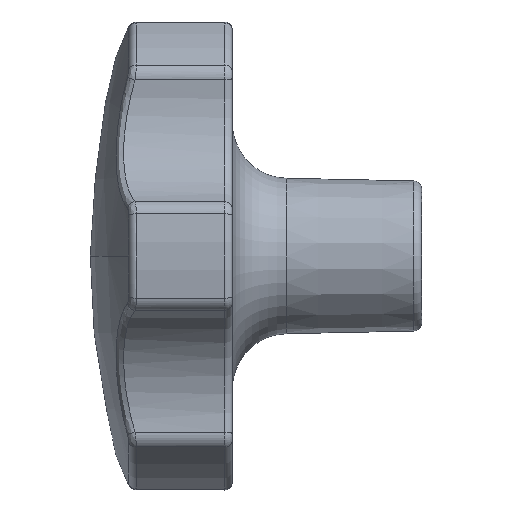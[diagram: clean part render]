
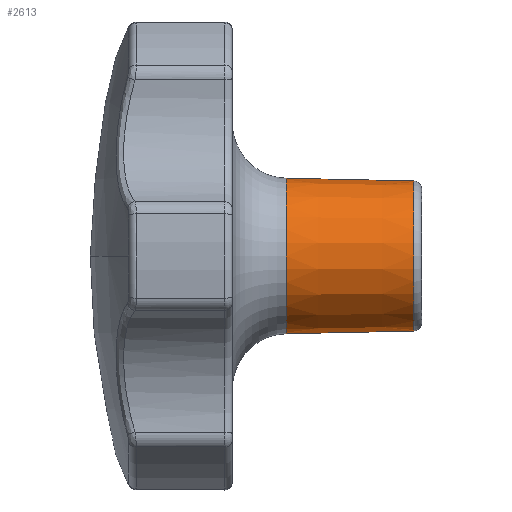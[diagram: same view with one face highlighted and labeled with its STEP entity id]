
A CAD part, left-side view. The second image highlights one B-rep face of the part: STEP entity #2613.
In plain terms, the highlighted conical face has half-angle 1.193 degrees and reference radius 9.5 mm.
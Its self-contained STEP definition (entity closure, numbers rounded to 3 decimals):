
#81 = EDGE_LOOP ( 'NONE', ( #3555, #3560, #3558, #3562 ) ) ;
#294 = CARTESIAN_POINT ( 'NONE',  ( 0., -6.854, 0. ) ) ;
#295 = DIRECTION ( 'NONE',  ( 0., -1., 0. ) ) ;
#296 = DIRECTION ( 'NONE',  ( 0., 0., -1. ) ) ;
#475 = LINE ( 'NONE', #476, #764 ) ;
#476 = CARTESIAN_POINT ( 'NONE',  ( 0., -24., -9.5 ) ) ;
#477 = DIRECTION ( 'NONE',  ( 0., 1., -0.021 ) ) ;
#588 = LINE ( 'NONE', #589, #771 ) ;
#589 = CARTESIAN_POINT ( 'NONE',  ( 0., -24., 9.5 ) ) ;
#590 = DIRECTION ( 'NONE',  ( 0., 1., 0.021 ) ) ;
#725 = AXIS2_PLACEMENT_3D ( 'NONE', #294, #295, #296 ) ;
#764 = VECTOR ( 'NONE', #477, 1000. ) ;
#771 = VECTOR ( 'NONE', #590, 1000. ) ;
#946 = AXIS2_PLACEMENT_3D ( 'NONE', #3855, #3856, #3857 ) ;
#1076 = AXIS2_PLACEMENT_3D ( 'NONE', #2967, #2968, #2969 ) ;
#1827 = VERTEX_POINT ( 'NONE', #2068 ) ;
#1829 = VERTEX_POINT ( 'NONE', #2070 ) ;
#1840 = VERTEX_POINT ( 'NONE', #2080 ) ;
#1843 = VERTEX_POINT ( 'NONE', #2083 ) ;
#2068 = CARTESIAN_POINT ( 'NONE',  ( 0., -6.854, 9.857 ) ) ;
#2070 = CARTESIAN_POINT ( 'NONE',  ( 0., -6.854, -9.857 ) ) ;
#2080 = CARTESIAN_POINT ( 'NONE',  ( 0., -23.021, 9.52 ) ) ;
#2083 = CARTESIAN_POINT ( 'NONE',  ( 0., -23.021, -9.52 ) ) ;
#2254 = FACE_OUTER_BOUND ( 'NONE', #81, .T. ) ;
#2284 = CIRCLE ( 'NONE', #725, 9.857 ) ;
#2338 = CIRCLE ( 'NONE', #1076, 9.52 ) ;
#2413 = EDGE_CURVE ( 'NONE', #1843, #1840, #2338, .T. ) ;
#2497 = EDGE_CURVE ( 'NONE', #1827, #1829, #2284, .T. ) ;
#2541 = EDGE_CURVE ( 'NONE', #1843, #1829, #475, .T. ) ;
#2554 = EDGE_CURVE ( 'NONE', #1840, #1827, #588, .T. ) ;
#2613 = ADVANCED_FACE ( 'NONE', ( #2254 ), #2722, .T. ) ;
#2722 = CONICAL_SURFACE ( 'NONE', #946, 9.5, 0.021 ) ;
#2967 = CARTESIAN_POINT ( 'NONE',  ( 0., -23.021, 0. ) ) ;
#2968 = DIRECTION ( 'NONE',  ( 0., 1., 0. ) ) ;
#2969 = DIRECTION ( 'NONE',  ( 0., 0., -1. ) ) ;
#3555 = ORIENTED_EDGE ( 'NONE', *, *, #2541, .F. ) ;
#3558 = ORIENTED_EDGE ( 'NONE', *, *, #2554, .T. ) ;
#3560 = ORIENTED_EDGE ( 'NONE', *, *, #2413, .T. ) ;
#3562 = ORIENTED_EDGE ( 'NONE', *, *, #2497, .T. ) ;
#3855 = CARTESIAN_POINT ( 'NONE',  ( 0., -24., 0. ) ) ;
#3856 = DIRECTION ( 'NONE',  ( 0., 1., 0. ) ) ;
#3857 = DIRECTION ( 'NONE',  ( 0., 0., 1. ) ) ;
